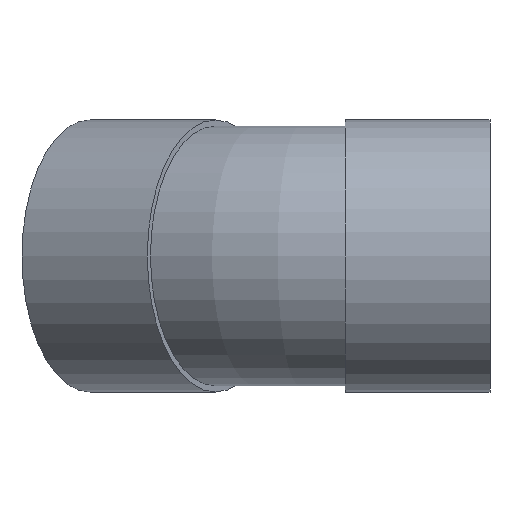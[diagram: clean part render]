
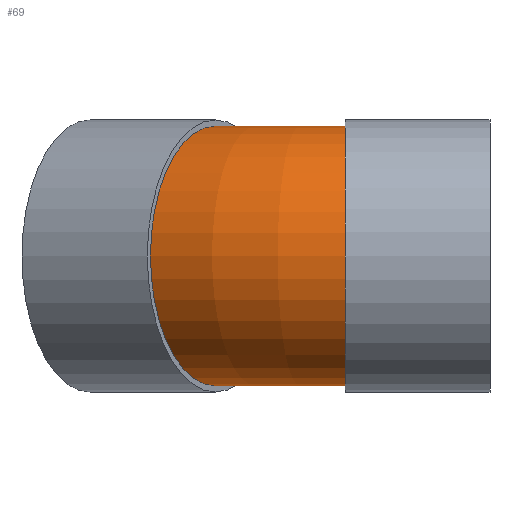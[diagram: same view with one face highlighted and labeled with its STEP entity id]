
A CAD part, left-side view. The second image highlights one B-rep face of the part: STEP entity #69.
In plain terms, the highlighted toroidal (fillet/blend) face has major radius 75 mm and minor radius 37.5 mm.
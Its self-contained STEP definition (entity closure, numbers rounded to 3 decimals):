
#69 = ADVANCED_FACE( '', ( #134, #135 ), #136, .T. );
#134 = FACE_OUTER_BOUND( '', #196, .T. );
#135 = FACE_OUTER_BOUND( '', #197, .T. );
#136 = TOROIDAL_SURFACE( '', #198, 75., 37.5 );
#196 = EDGE_LOOP( '', ( #256 ) );
#197 = EDGE_LOOP( '', ( #257 ) );
#198 = AXIS2_PLACEMENT_3D( '', #258, #259, #260 );
#256 = ORIENTED_EDGE( '', *, *, #299, .T. );
#257 = ORIENTED_EDGE( '', *, *, #309, .F. );
#258 = CARTESIAN_POINT( '', ( 75., 41.8, 0. ) );
#259 = DIRECTION( '', ( 0., 0., -1. ) );
#260 = DIRECTION( '', ( -1., 0., 0. ) );
#299 = EDGE_CURVE( '', #323, #323, #324, .T. );
#309 = EDGE_CURVE( '', #339, #339, #340, .T. );
#323 = VERTEX_POINT( '', #359 );
#324 = CIRCLE( '', #360, 37.5 );
#339 = VERTEX_POINT( '', #375 );
#340 = CIRCLE( '', #376, 37.5 );
#359 = CARTESIAN_POINT( '', ( 37.5, 41.8, 0. ) );
#360 = AXIS2_PLACEMENT_3D( '', #394, #395, #396 );
#375 = CARTESIAN_POINT( '', ( 42.524, 60.55, 0. ) );
#376 = AXIS2_PLACEMENT_3D( '', #412, #413, #414 );
#394 = CARTESIAN_POINT( '', ( 0., 41.8, 0. ) );
#395 = DIRECTION( '', ( 0., 1., 0. ) );
#396 = DIRECTION( '', ( 1., 0., 0. ) );
#412 = CARTESIAN_POINT( '', ( 10.048, 79.3, 0. ) );
#413 = DIRECTION( '', ( 0.5, 0.866, 0. ) );
#414 = DIRECTION( '', ( 0.866, -0.5, 0. ) );
